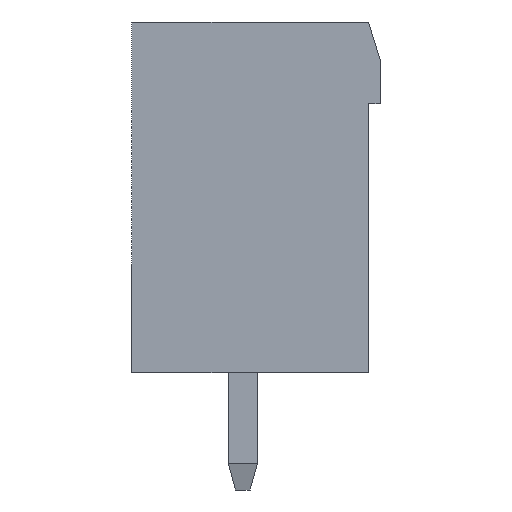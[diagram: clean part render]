
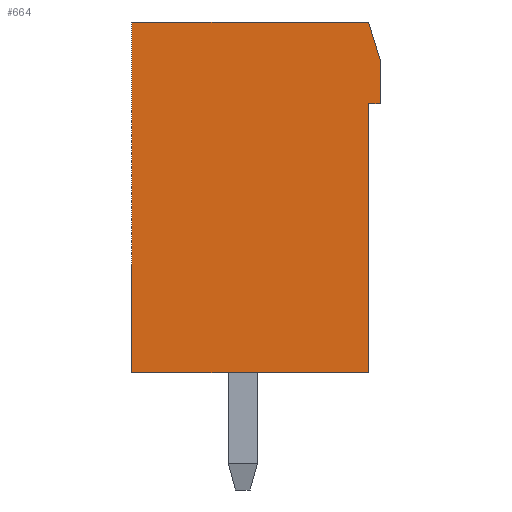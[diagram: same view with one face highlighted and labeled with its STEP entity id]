
A CAD part, left-side view. The second image highlights one B-rep face of the part: STEP entity #664.
In plain terms, the highlighted planar face has unit normal (-1, 0, 0).
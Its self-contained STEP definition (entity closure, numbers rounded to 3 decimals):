
#664 = ADVANCED_FACE( '', ( #1376 ), #1377, .T. );
#1376 = FACE_OUTER_BOUND( '', #2164, .T. );
#1377 = PLANE( '', #2165 );
#2164 = EDGE_LOOP( '', ( #3844, #3845, #3846, #3847, #3848, #3849, #3850 ) );
#2165 = AXIS2_PLACEMENT_3D( '', #3851, #3852, #3853 );
#3844 = ORIENTED_EDGE( '', *, *, #5482, .T. );
#3845 = ORIENTED_EDGE( '', *, *, #5483, .T. );
#3846 = ORIENTED_EDGE( '', *, *, #5105, .T. );
#3847 = ORIENTED_EDGE( '', *, *, #5484, .T. );
#3848 = ORIENTED_EDGE( '', *, *, #5461, .T. );
#3849 = ORIENTED_EDGE( '', *, *, #5485, .T. );
#3850 = ORIENTED_EDGE( '', *, *, #5486, .T. );
#3851 = CARTESIAN_POINT( '', ( -17.78, 0., 0. ) );
#3852 = DIRECTION( '', ( -1., 0., 0. ) );
#3853 = DIRECTION( '', ( 0., 0., 1. ) );
#5105 = EDGE_CURVE( '', #6241, #6242, #6243, .T. );
#5461 = EDGE_CURVE( '', #6771, #6772, #6773, .T. );
#5482 = EDGE_CURVE( '', #6799, #6800, #6801, .T. );
#5483 = EDGE_CURVE( '', #6800, #6241, #6802, .T. );
#5484 = EDGE_CURVE( '', #6242, #6771, #6803, .T. );
#5485 = EDGE_CURVE( '', #6772, #6804, #6805, .T. );
#5486 = EDGE_CURVE( '', #6804, #6799, #6806, .T. );
#6241 = VERTEX_POINT( '', #7879 );
#6242 = VERTEX_POINT( '', #7880 );
#6243 = LINE( '', #7881, #7882 );
#6771 = VERTEX_POINT( '', #8858 );
#6772 = VERTEX_POINT( '', #8859 );
#6773 = LINE( '', #8860, #8861 );
#6799 = VERTEX_POINT( '', #8899 );
#6800 = VERTEX_POINT( '', #8900 );
#6801 = LINE( '', #8901, #8902 );
#6802 = LINE( '', #8903, #8904 );
#6803 = LINE( '', #8905, #8906 );
#6804 = VERTEX_POINT( '', #8907 );
#6805 = LINE( '', #8908, #8909 );
#6806 = LINE( '', #8910, #8911 );
#7879 = CARTESIAN_POINT( '', ( -17.78, 4.05, 6. ) );
#7880 = CARTESIAN_POINT( '', ( -17.78, 4.05, -6. ) );
#7881 = CARTESIAN_POINT( '', ( -17.78, 4.05, 6. ) );
#7882 = VECTOR( '', #9520, 1000. );
#8858 = CARTESIAN_POINT( '', ( -17.78, -4.05, -6. ) );
#8859 = CARTESIAN_POINT( '', ( -17.78, -4.05, 3.2 ) );
#8860 = CARTESIAN_POINT( '', ( -17.78, -4.05, -6. ) );
#8861 = VECTOR( '', #9828, 1000. );
#8899 = CARTESIAN_POINT( '', ( -17.78, -4.45, 4.7 ) );
#8900 = CARTESIAN_POINT( '', ( -17.78, -4.05, 6. ) );
#8901 = CARTESIAN_POINT( '', ( -17.78, -4.45, 4.7 ) );
#8902 = VECTOR( '', #9844, 1000. );
#8903 = CARTESIAN_POINT( '', ( -17.78, -4.05, 6. ) );
#8904 = VECTOR( '', #9845, 1000. );
#8905 = CARTESIAN_POINT( '', ( -17.78, 4.05, -6. ) );
#8906 = VECTOR( '', #9846, 1000. );
#8907 = CARTESIAN_POINT( '', ( -17.78, -4.45, 3.2 ) );
#8908 = CARTESIAN_POINT( '', ( -17.78, -4.05, 3.2 ) );
#8909 = VECTOR( '', #9847, 1000. );
#8910 = CARTESIAN_POINT( '', ( -17.78, -4.45, 3.2 ) );
#8911 = VECTOR( '', #9848, 1000. );
#9520 = DIRECTION( '', ( 0., 0., -1. ) );
#9828 = DIRECTION( '', ( 0., 0., 1. ) );
#9844 = DIRECTION( '', ( 0., 0.294, 0.956 ) );
#9845 = DIRECTION( '', ( 0., 1., 0. ) );
#9846 = DIRECTION( '', ( 0., -1., 0. ) );
#9847 = DIRECTION( '', ( 0., -1., 0. ) );
#9848 = DIRECTION( '', ( 0., 0., 1. ) );
